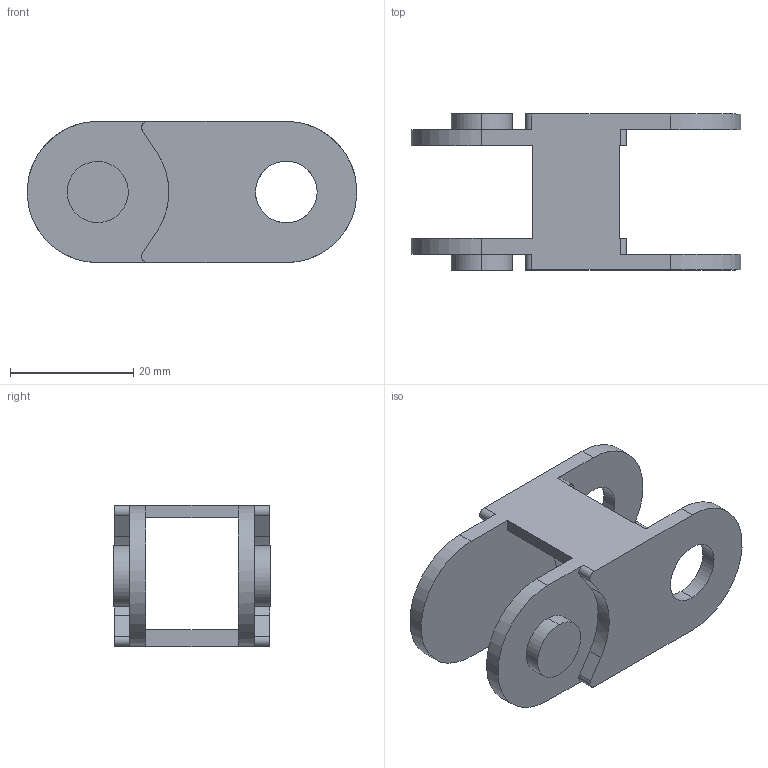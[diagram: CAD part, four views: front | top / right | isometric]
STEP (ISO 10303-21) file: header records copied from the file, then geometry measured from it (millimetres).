
FILE_DESCRIPTION(/* description */ (''),/* implementation_level */ '2;1');
FILE_NAME(/* name */ 'T1815~1',/* time_stamp */ '2022-06-24T09:20:29-03:00',/* author */ (''),/* organization */ (''),/* preprocessor_version */ 'ST-DEVELOPER v15',/* originating_system */ '',/* authorisation */ '');
FILE_SCHEMA (('AUTOMOTIVE_DESIGN'));
Length unit declared in the file: centimetre
Products named in the file (1): Document
Bounding box: 53.44 x 25.4 x 22.9 mm (x, y, z)
Volume: 7916 mm3; surface area: 6328.5 mm2
Topology: 1 solids, 1 shells, 50 faces, 144 edges, 96 vertices
Faces by surface type: plane 26, bspline 24
Entity records: 1797 total; most frequent: CARTESIAN_POINT 908, ORIENTED_EDGE 288, EDGE_CURVE 144, B_SPLINE_CURVE_WITH_KNOTS 96, VERTEX_POINT 96, EDGE_LOOP 56, ADVANCED_FACE 50, FACE_OUTER_BOUND 50
